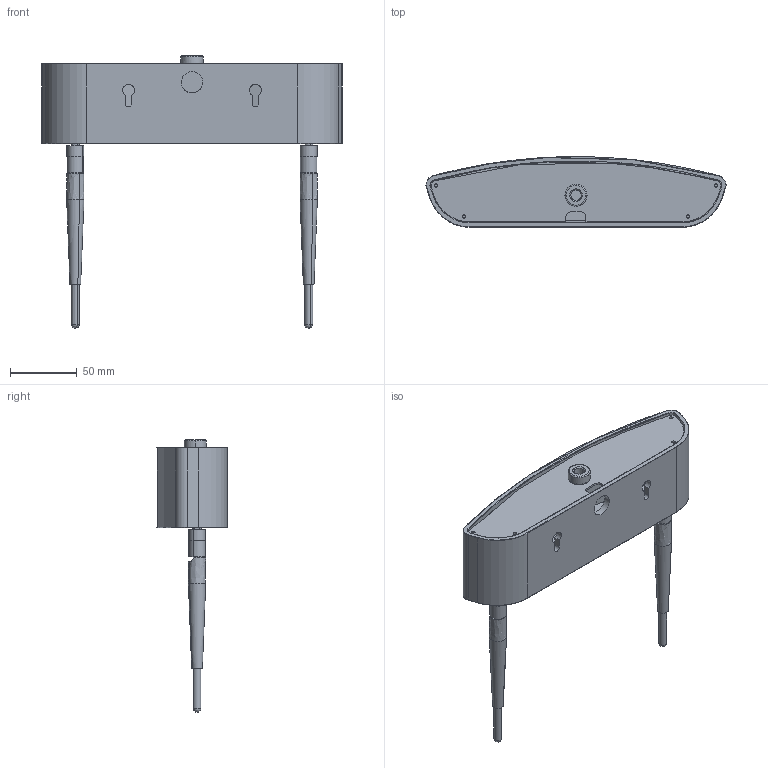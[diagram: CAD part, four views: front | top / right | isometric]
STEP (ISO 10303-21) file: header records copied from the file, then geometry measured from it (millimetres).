
FILE_DESCRIPTION(('none'),'2,1');
FILE_NAME('','Thu Sep 05 11:16:51 2019',('Unknown author'),(''),'HOOPS Exchange','Windows','Unknown authorisation');
FILE_SCHEMA( ('AUTOMOTIVE_DESIGN { 1 0 10303 214 1 1 1 1 }') );
Length unit declared in the file: millimetre
Products named in the file (14): 55445500-04; 55448101-04; 55449300-04; 55448100-02; 55449500-01; 550463-3000-01; 55441600-01; 554428-01; 554497-03; 55614100-02; PRODUCT_NAME_9
Assembly tree (13 placements, depth 3):
  55445500-04
    55448101-04
      55449300-04
      55448100-02
    55449500-01
    550463-3000-01
    550463-3000-01
    55441600-01
    55441600-01
    554428-01
    554428-01
    554497-03
      55614100-02
      PRODUCT_NAME_9
Bounding box: 225 x 52.95 x 204.41 mm (x, y, z)
Volume: 190846.2 mm3; surface area: 109761.6 mm2
Topology: 12 solids, 12 shells, 367 faces, 1036 edges, 718 vertices
Faces by surface type: bspline 367
Entity records: 15113 total; most frequent: CARTESIAN_POINT 9318, ORIENTED_EDGE 1790, EDGE_CURVE 895, B_SPLINE_CURVE_WITH_KNOTS 626, VERTEX_POINT 579, EDGE_LOOP 430, FACE_BOUND 430, ADVANCED_FACE 367
